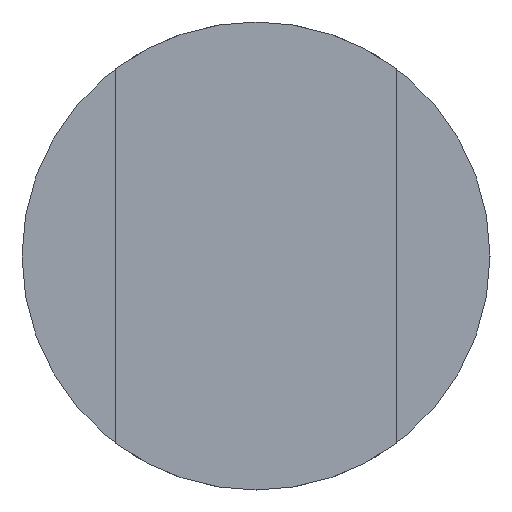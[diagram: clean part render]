
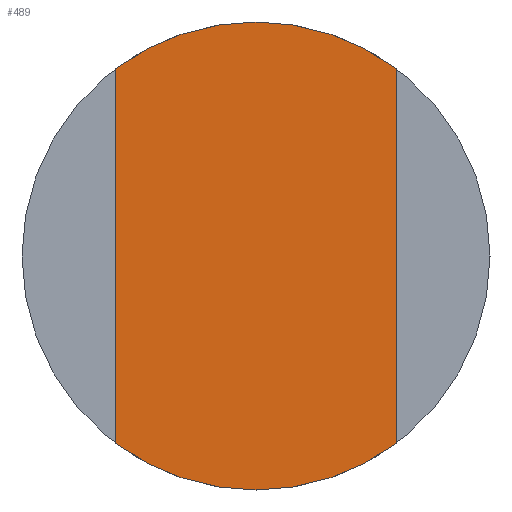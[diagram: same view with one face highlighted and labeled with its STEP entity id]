
A CAD part, front view. The second image highlights one B-rep face of the part: STEP entity #489.
In plain terms, the highlighted planar face has unit normal (0, -1, 0).
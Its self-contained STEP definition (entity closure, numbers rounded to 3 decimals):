
#40 = CARTESIAN_POINT ( 'NONE',  ( 0., 0., 0. ) ) ;
#54 = CARTESIAN_POINT ( 'NONE',  ( -3., 0., -4. ) ) ;
#78 = CARTESIAN_POINT ( 'NONE',  ( 0., 0., -5. ) ) ;
#82 = CARTESIAN_POINT ( 'NONE',  ( 3., 0., -4. ) ) ;
#83 = CIRCLE ( 'NONE', #830, 5. ) ;
#122 = CIRCLE ( 'NONE', #535, 5. ) ;
#181 = CARTESIAN_POINT ( 'NONE',  ( 0., 0., 0. ) ) ;
#189 = VERTEX_POINT ( 'NONE', #425 ) ;
#191 = DIRECTION ( 'NONE',  ( 0., 0., -1. ) ) ;
#223 = CARTESIAN_POINT ( 'NONE',  ( -3., 0., 4. ) ) ;
#226 = VERTEX_POINT ( 'NONE', #78 ) ;
#242 = DIRECTION ( 'NONE',  ( 0., 0., 1. ) ) ;
#254 = AXIS2_PLACEMENT_3D ( 'NONE', #40, #609, #191 ) ;
#295 = ORIENTED_EDGE ( 'NONE', *, *, #847, .T. ) ;
#323 = LINE ( 'NONE', #223, #1105 ) ;
#326 = EDGE_LOOP ( 'NONE', ( #474, #1025, #295, #1013, #396 ) ) ;
#335 = DIRECTION ( 'NONE',  ( 0., 0., 1. ) ) ;
#340 = DIRECTION ( 'NONE',  ( 0., 0., -1. ) ) ;
#358 = DIRECTION ( 'NONE',  ( 0., 1., 0. ) ) ;
#396 = ORIENTED_EDGE ( 'NONE', *, *, #833, .F. ) ;
#418 = DIRECTION ( 'NONE',  ( 0., -1., 0. ) ) ;
#425 = CARTESIAN_POINT ( 'NONE',  ( -3., 0., 4. ) ) ;
#474 = ORIENTED_EDGE ( 'NONE', *, *, #823, .T. ) ;
#489 = ADVANCED_FACE ( 'NONE', ( #1001 ), #672, .F. ) ;
#499 = LINE ( 'NONE', #82, #776 ) ;
#515 = DIRECTION ( 'NONE',  ( 0., 0., -1. ) ) ;
#535 = AXIS2_PLACEMENT_3D ( 'NONE', #1015, #603, #515 ) ;
#572 = CARTESIAN_POINT ( 'NONE',  ( 3., 0., -4. ) ) ;
#603 = DIRECTION ( 'NONE',  ( 0., -1., 0. ) ) ;
#609 = DIRECTION ( 'NONE',  ( 0., -1., 0. ) ) ;
#671 = DIRECTION ( 'NONE',  ( 0., 0., -1. ) ) ;
#672 = PLANE ( 'NONE',  #683 ) ;
#683 = AXIS2_PLACEMENT_3D ( 'NONE', #932, #358, #335 ) ;
#748 = CARTESIAN_POINT ( 'NONE',  ( 3., 0., 4. ) ) ;
#776 = VECTOR ( 'NONE', #340, 1000. ) ;
#783 = VERTEX_POINT ( 'NONE', #748 ) ;
#787 = VERTEX_POINT ( 'NONE', #54 ) ;
#823 = EDGE_CURVE ( 'NONE', #783, #189, #122, .T. ) ;
#830 = AXIS2_PLACEMENT_3D ( 'NONE', #181, #418, #671 ) ;
#833 = EDGE_CURVE ( 'NONE', #783, #1038, #499, .T. ) ;
#847 = EDGE_CURVE ( 'NONE', #787, #226, #83, .T. ) ;
#932 = CARTESIAN_POINT ( 'NONE',  ( 0., 0., 0. ) ) ;
#990 = EDGE_CURVE ( 'NONE', #226, #1038, #1068, .T. ) ;
#1001 = FACE_OUTER_BOUND ( 'NONE', #326, .T. ) ;
#1013 = ORIENTED_EDGE ( 'NONE', *, *, #990, .T. ) ;
#1015 = CARTESIAN_POINT ( 'NONE',  ( 0., 0., 0. ) ) ;
#1025 = ORIENTED_EDGE ( 'NONE', *, *, #1052, .F. ) ;
#1038 = VERTEX_POINT ( 'NONE', #572 ) ;
#1052 = EDGE_CURVE ( 'NONE', #787, #189, #323, .T. ) ;
#1068 = CIRCLE ( 'NONE', #254, 5. ) ;
#1105 = VECTOR ( 'NONE', #242, 1000. ) ;
